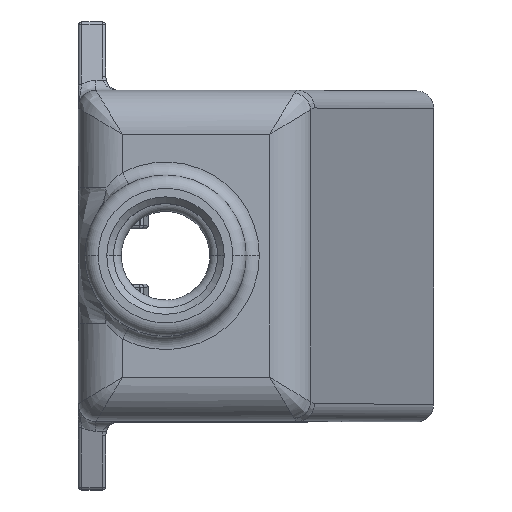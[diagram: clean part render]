
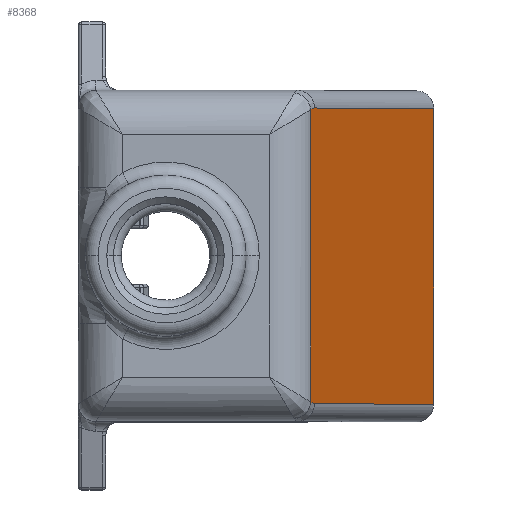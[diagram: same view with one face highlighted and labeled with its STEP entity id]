
A CAD part, top view. The second image highlights one B-rep face of the part: STEP entity #8368.
In plain terms, the highlighted planar face has unit normal (0.94, 0, 0.342).
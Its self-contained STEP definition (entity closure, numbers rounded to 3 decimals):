
#32 = ORIENTED_EDGE ( 'NONE', *, *, #2610, .T. ) ;
#45 = DIRECTION ( 'NONE',  ( 0.342, 0., -0.94 ) ) ;
#292 = DIRECTION ( 'NONE',  ( 0., 1., 0. ) ) ;
#487 = CARTESIAN_POINT ( 'NONE',  ( 53.552, 4.432, 98.217 ) ) ;
#536 = CARTESIAN_POINT ( 'NONE',  ( 53.552, 4.432, 98.217 ) ) ;
#554 = DIRECTION ( 'NONE',  ( -0.342, 0., 0.94 ) ) ;
#555 = VERTEX_POINT ( 'NONE', #536 ) ;
#1262 = CARTESIAN_POINT ( 'NONE',  ( 54.051, 4.064, 96.845 ) ) ;
#1349 = AXIS2_PLACEMENT_3D ( 'NONE', #10169, #2298, #12233 ) ;
#2172 = CARTESIAN_POINT ( 'NONE',  ( 81.788, 4.064, 20.638 ) ) ;
#2228 = CARTESIAN_POINT ( 'NONE',  ( 53.796, 72.012, 97.547 ) ) ;
#2298 = DIRECTION ( 'NONE',  ( 0.94, 0., 0.342 ) ) ;
#2531 = EDGE_CURVE ( 'NONE', #11961, #7832, #5368, .T. ) ;
#2610 = EDGE_CURVE ( 'NONE', #555, #7111, #9310, .T. ) ;
#3041 = ORIENTED_EDGE ( 'NONE', *, *, #11768, .T. ) ;
#3288 = CARTESIAN_POINT ( 'NONE',  ( 53.552, 71.768, 98.217 ) ) ;
#3584 = ORIENTED_EDGE ( 'NONE', *, *, #9838, .T. ) ;
#4154 = CARTESIAN_POINT ( 'NONE',  ( 54.311, 72.136, 96.132 ) ) ;
#5305 = CARTESIAN_POINT ( 'NONE',  ( 53.796, 4.188, 97.547 ) ) ;
#5368 = LINE ( 'NONE', #2172, #7898 ) ;
#5481 = CARTESIAN_POINT ( 'NONE',  ( 54.311, 4.064, 96.132 ) ) ;
#5903 = CARTESIAN_POINT ( 'NONE',  ( 81.788, 4.064, 20.638 ) ) ;
#6204 = FACE_OUTER_BOUND ( 'NONE', #6515, .T. ) ;
#6515 = EDGE_LOOP ( 'NONE', ( #8818, #32, #3584, #10898, #3041, #9009 ) ) ;
#6682 = LINE ( 'NONE', #7655, #12711 ) ;
#7111 = VERTEX_POINT ( 'NONE', #5481 ) ;
#7242 = PLANE ( 'NONE',  #1349 ) ;
#7473 = CARTESIAN_POINT ( 'NONE',  ( 81.788, 4.064, 20.638 ) ) ;
#7503 = LINE ( 'NONE', #11529, #9952 ) ;
#7655 = CARTESIAN_POINT ( 'NONE',  ( 53.552, 71.768, 98.217 ) ) ;
#7780 = VERTEX_POINT ( 'NONE', #4154 ) ;
#7832 = VERTEX_POINT ( 'NONE', #12181 ) ;
#7898 = VECTOR ( 'NONE', #292, 1000. ) ;
#8355 = EDGE_CURVE ( 'NONE', #7780, #8393, #9169, .T. ) ;
#8368 = ADVANCED_FACE ( 'NONE', ( #6204 ), #7242, .T. ) ;
#8393 = VERTEX_POINT ( 'NONE', #8464 ) ;
#8464 = CARTESIAN_POINT ( 'NONE',  ( 53.552, 71.768, 98.217 ) ) ;
#8818 = ORIENTED_EDGE ( 'NONE', *, *, #12226, .T. ) ;
#9009 = ORIENTED_EDGE ( 'NONE', *, *, #8355, .T. ) ;
#9069 = LINE ( 'NONE', #5903, #10707 ) ;
#9169 =( BOUNDED_CURVE ( )  B_SPLINE_CURVE ( 3, ( #11146, #12166, #2228, #3288 ),
 .UNSPECIFIED., .F., .T. ) 
 B_SPLINE_CURVE_WITH_KNOTS ( ( 4, 4 ),
 ( 1.571, 1.92 ),
 .UNSPECIFIED. ) 
 CURVE ( )  GEOMETRIC_REPRESENTATION_ITEM ( )  RATIONAL_B_SPLINE_CURVE ( ( 1., 0.99, 0.99, 1. ) ) 
 REPRESENTATION_ITEM ( '' )  );
#9254 = CARTESIAN_POINT ( 'NONE',  ( 54.311, 4.064, 96.132 ) ) ;
#9310 =( BOUNDED_CURVE ( )  B_SPLINE_CURVE ( 3, ( #487, #5305, #1262, #9254 ),
 .UNSPECIFIED., .F., .T. ) 
 B_SPLINE_CURVE_WITH_KNOTS ( ( 4, 4 ),
 ( 1.222, 1.571 ),
 .UNSPECIFIED. ) 
 CURVE ( )  GEOMETRIC_REPRESENTATION_ITEM ( )  RATIONAL_B_SPLINE_CURVE ( ( 1., 0.99, 0.99, 1. ) ) 
 REPRESENTATION_ITEM ( '' )  );
#9838 = EDGE_CURVE ( 'NONE', #7111, #11961, #9069, .T. ) ;
#9952 = VECTOR ( 'NONE', #554, 1000. ) ;
#10169 = CARTESIAN_POINT ( 'NONE',  ( 81.788, 0., 20.638 ) ) ;
#10707 = VECTOR ( 'NONE', #45, 1000. ) ;
#10898 = ORIENTED_EDGE ( 'NONE', *, *, #2531, .T. ) ;
#11146 = CARTESIAN_POINT ( 'NONE',  ( 54.311, 72.136, 96.132 ) ) ;
#11529 = CARTESIAN_POINT ( 'NONE',  ( 81.788, 72.136, 20.638 ) ) ;
#11612 = DIRECTION ( 'NONE',  ( 0., -1., 0. ) ) ;
#11768 = EDGE_CURVE ( 'NONE', #7832, #7780, #7503, .T. ) ;
#11961 = VERTEX_POINT ( 'NONE', #7473 ) ;
#12166 = CARTESIAN_POINT ( 'NONE',  ( 54.051, 72.136, 96.845 ) ) ;
#12181 = CARTESIAN_POINT ( 'NONE',  ( 81.788, 72.136, 20.638 ) ) ;
#12226 = EDGE_CURVE ( 'NONE', #8393, #555, #6682, .T. ) ;
#12233 = DIRECTION ( 'NONE',  ( 0., -1., 0. ) ) ;
#12711 = VECTOR ( 'NONE', #11612, 1000. ) ;
